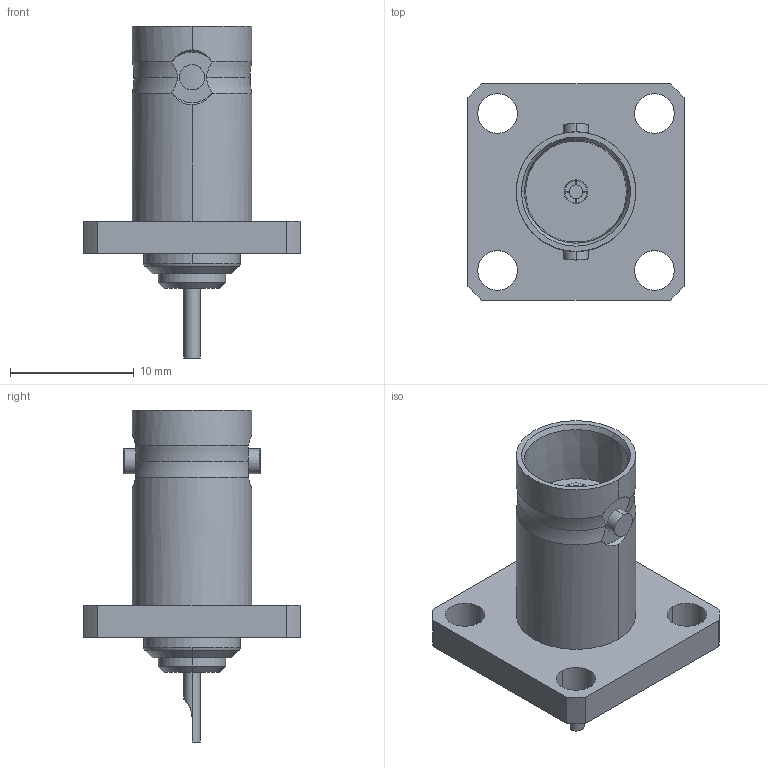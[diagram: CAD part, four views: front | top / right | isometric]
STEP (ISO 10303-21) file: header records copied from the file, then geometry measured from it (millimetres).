
FILE_DESCRIPTION (( 'STEP AP214' ), '1' );
FILE_NAME ('J01003A1937.STEP', '2018-07-12T12:08:37', ( '' ), ( '' ), 'SwSTEP 2.0', 'SolidWorks 2017', '' );
FILE_SCHEMA (( 'AUTOMOTIVE_DESIGN' ));
Length unit declared in the file: millimetre
Products named in the file (1): J01003A1937
Bounding box: 17.5 x 17.5 x 26.87 mm (x, y, z)
Volume: 1686.4 mm3; surface area: 1542 mm2
Topology: 1 solids, 1 shells, 91 faces, 219 edges, 141 vertices
Faces by surface type: cylinder 31, cone 28, plane 24, torus 8
Entity records: 3956 total; most frequent: CARTESIAN_POINT 828, DIRECTION 446, ORIENTED_EDGE 438, EDGE_CURVE 219, AXIS2_PLACEMENT_3D 189, VERTEX_POINT 141, EDGE_LOOP 110, CIRCLE 97
